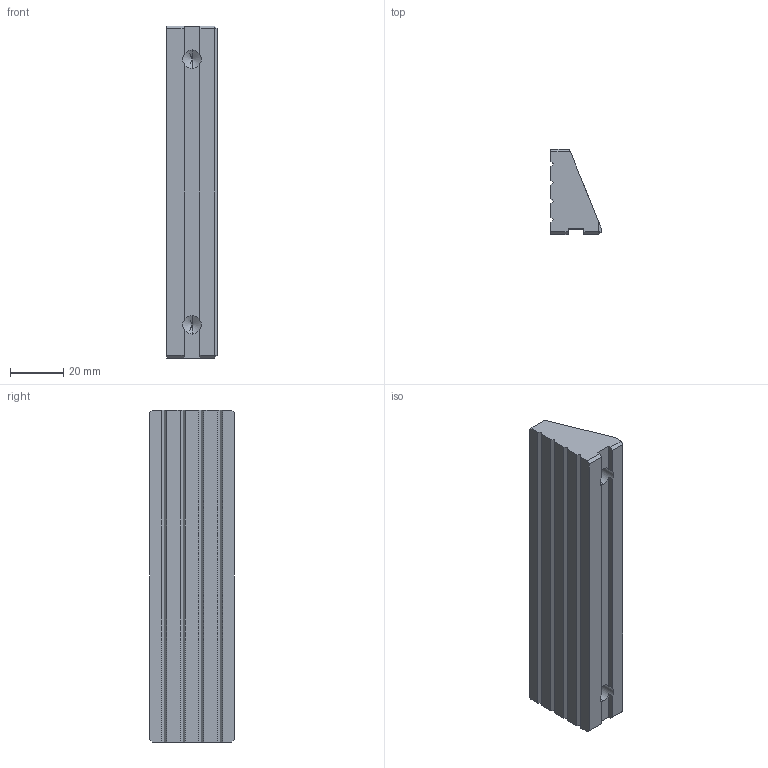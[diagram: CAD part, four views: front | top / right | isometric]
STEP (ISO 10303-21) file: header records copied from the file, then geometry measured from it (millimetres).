
FILE_DESCRIPTION (( 'STEP AP214' ), '1' );
FILE_NAME ('GT853119-02V.STEP', '2021-09-18T03:02:24', ( '' ), ( '' ), 'SwSTEP 2.0', 'SolidWorks 2012', '' );
FILE_SCHEMA (( 'AUTOMOTIVE_DESIGN' ));
Length unit declared in the file: millimetre
Products named in the file (1): GT853119-02V
Bounding box: 19 x 32 x 125 mm (x, y, z)
Volume: 50261 mm3; surface area: 13881.6 mm2
Topology: 1 solids, 1 shells, 60 faces, 166 edges, 102 vertices
Faces by surface type: plane 42, cylinder 10, cone 8
Entity records: 1908 total; most frequent: CARTESIAN_POINT 333, ORIENTED_EDGE 316, DIRECTION 304, EDGE_CURVE 158, VECTOR 126, LINE 126, VERTEX_POINT 102, AXIS2_PLACEMENT_3D 89
